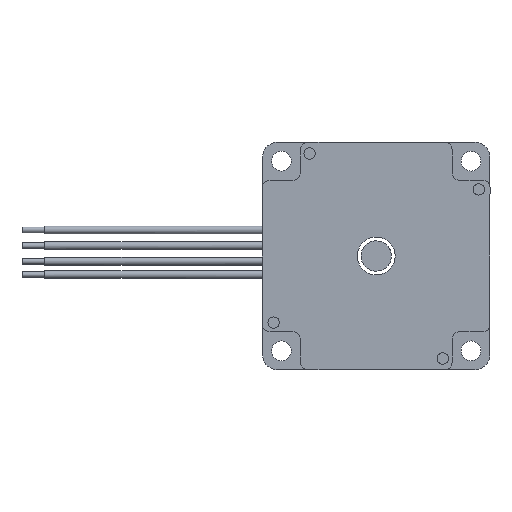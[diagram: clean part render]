
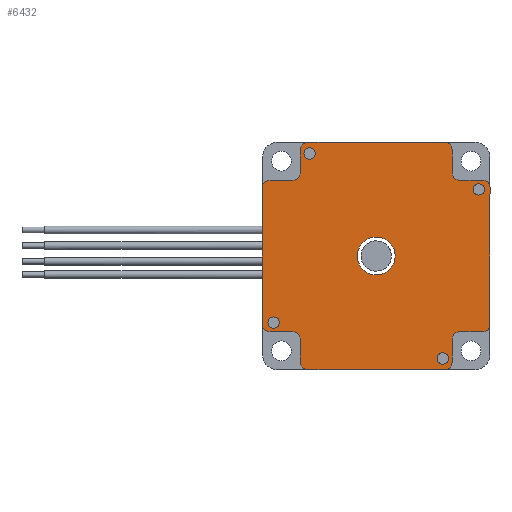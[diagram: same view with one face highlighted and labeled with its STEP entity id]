
A CAD part, left-side view. The second image highlights one B-rep face of the part: STEP entity #6432.
In plain terms, the highlighted face is planar.
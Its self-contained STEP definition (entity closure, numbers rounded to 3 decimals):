
#358=FACE_BOUND('',#969,.T.);
#359=FACE_BOUND('',#970,.T.);
#360=FACE_BOUND('',#971,.T.);
#361=FACE_BOUND('',#972,.T.);
#362=FACE_BOUND('',#973,.T.);
#573=FACE_OUTER_BOUND('',#968,.T.);
#968=EDGE_LOOP('',(#5149,#5150,#5151,#5152,#5153,#5154,#5155,#5156,#5157,
#5158,#5159,#5160,#5161,#5162,#5163,#5164,#5165,#5166,#5167,#5168,#5169,
#5170,#5171,#5172));
#969=EDGE_LOOP('',(#5173));
#970=EDGE_LOOP('',(#5174));
#971=EDGE_LOOP('',(#5175));
#972=EDGE_LOOP('',(#5176));
#973=EDGE_LOOP('',(#5177));
#1564=LINE('',#10016,#2204);
#1569=LINE('',#10030,#2209);
#1575=LINE('',#10042,#2215);
#1578=LINE('',#10050,#2218);
#1599=LINE('',#10114,#2239);
#1600=LINE('',#10118,#2240);
#1601=LINE('',#10123,#2241);
#1602=LINE('',#10127,#2242);
#1603=LINE('',#10132,#2243);
#1604=LINE('',#10136,#2244);
#1605=LINE('',#10141,#2245);
#1606=LINE('',#10145,#2246);
#2204=VECTOR('',#8086,36.);
#2209=VECTOR('',#8095,36.);
#2215=VECTOR('',#8103,36.);
#2218=VECTOR('',#8108,36.);
#2239=VECTOR('',#8159,6.);
#2240=VECTOR('',#8162,6.);
#2241=VECTOR('',#8167,6.);
#2242=VECTOR('',#8170,6.);
#2243=VECTOR('',#8175,6.);
#2244=VECTOR('',#8178,6.);
#2245=VECTOR('',#8183,6.);
#2246=VECTOR('',#8186,6.);
#2561=CIRCLE('',#6846,1.5);
#2563=CIRCLE('',#6849,1.5);
#2565=CIRCLE('',#6852,1.5);
#2567=CIRCLE('',#6855,1.5);
#2575=CIRCLE('',#6868,5.);
#2592=CIRCLE('',#6894,2.);
#2593=CIRCLE('',#6895,2.);
#2594=CIRCLE('',#6896,2.);
#2595=CIRCLE('',#6897,2.);
#2596=CIRCLE('',#6898,2.);
#2597=CIRCLE('',#6899,2.);
#2598=CIRCLE('',#6900,2.);
#2599=CIRCLE('',#6901,2.);
#2600=CIRCLE('',#6902,2.);
#2601=CIRCLE('',#6903,2.);
#2602=CIRCLE('',#6904,2.);
#2603=CIRCLE('',#6905,2.);
#3010=VERTEX_POINT('',#9937);
#3012=VERTEX_POINT('',#9942);
#3014=VERTEX_POINT('',#9947);
#3016=VERTEX_POINT('',#9952);
#3024=VERTEX_POINT('',#9973);
#3040=VERTEX_POINT('',#10009);
#3043=VERTEX_POINT('',#10014);
#3049=VERTEX_POINT('',#10027);
#3050=VERTEX_POINT('',#10029);
#3052=VERTEX_POINT('',#10035);
#3055=VERTEX_POINT('',#10040);
#3058=VERTEX_POINT('',#10047);
#3059=VERTEX_POINT('',#10049);
#3086=VERTEX_POINT('',#10111);
#3087=VERTEX_POINT('',#10113);
#3088=VERTEX_POINT('',#10115);
#3089=VERTEX_POINT('',#10117);
#3090=VERTEX_POINT('',#10120);
#3091=VERTEX_POINT('',#10122);
#3092=VERTEX_POINT('',#10124);
#3093=VERTEX_POINT('',#10126);
#3094=VERTEX_POINT('',#10129);
#3095=VERTEX_POINT('',#10131);
#3096=VERTEX_POINT('',#10133);
#3097=VERTEX_POINT('',#10135);
#3098=VERTEX_POINT('',#10138);
#3099=VERTEX_POINT('',#10140);
#3100=VERTEX_POINT('',#10142);
#3101=VERTEX_POINT('',#10144);
#3751=EDGE_CURVE('',#3010,#3010,#2561,.T.);
#3753=EDGE_CURVE('',#3012,#3012,#2563,.T.);
#3755=EDGE_CURVE('',#3014,#3014,#2565,.T.);
#3757=EDGE_CURVE('',#3016,#3016,#2567,.T.);
#3765=EDGE_CURVE('',#3024,#3024,#2575,.T.);
#3784=EDGE_CURVE('',#3043,#3040,#1564,.T.);
#3790=EDGE_CURVE('',#3049,#3050,#1569,.T.);
#3796=EDGE_CURVE('',#3055,#3052,#1575,.T.);
#3799=EDGE_CURVE('',#3058,#3059,#1578,.T.);
#3832=EDGE_CURVE('',#3086,#3058,#2592,.T.);
#3833=EDGE_CURVE('',#3087,#3086,#1599,.T.);
#3834=EDGE_CURVE('',#3088,#3087,#2593,.T.);
#3835=EDGE_CURVE('',#3089,#3088,#1600,.T.);
#3836=EDGE_CURVE('',#3040,#3089,#2594,.T.);
#3837=EDGE_CURVE('',#3090,#3043,#2595,.T.);
#3838=EDGE_CURVE('',#3091,#3090,#1601,.T.);
#3839=EDGE_CURVE('',#3092,#3091,#2596,.T.);
#3840=EDGE_CURVE('',#3093,#3092,#1602,.T.);
#3841=EDGE_CURVE('',#3050,#3093,#2597,.T.);
#3842=EDGE_CURVE('',#3094,#3049,#2598,.T.);
#3843=EDGE_CURVE('',#3095,#3094,#1603,.T.);
#3844=EDGE_CURVE('',#3096,#3095,#2599,.T.);
#3845=EDGE_CURVE('',#3097,#3096,#1604,.T.);
#3846=EDGE_CURVE('',#3052,#3097,#2600,.T.);
#3847=EDGE_CURVE('',#3098,#3055,#2601,.T.);
#3848=EDGE_CURVE('',#3099,#3098,#1605,.T.);
#3849=EDGE_CURVE('',#3100,#3099,#2602,.T.);
#3850=EDGE_CURVE('',#3101,#3100,#1606,.T.);
#3851=EDGE_CURVE('',#3059,#3101,#2603,.T.);
#5149=ORIENTED_EDGE('',*,*,#3832,.F.);
#5150=ORIENTED_EDGE('',*,*,#3833,.F.);
#5151=ORIENTED_EDGE('',*,*,#3834,.F.);
#5152=ORIENTED_EDGE('',*,*,#3835,.F.);
#5153=ORIENTED_EDGE('',*,*,#3836,.F.);
#5154=ORIENTED_EDGE('',*,*,#3784,.F.);
#5155=ORIENTED_EDGE('',*,*,#3837,.F.);
#5156=ORIENTED_EDGE('',*,*,#3838,.F.);
#5157=ORIENTED_EDGE('',*,*,#3839,.F.);
#5158=ORIENTED_EDGE('',*,*,#3840,.F.);
#5159=ORIENTED_EDGE('',*,*,#3841,.F.);
#5160=ORIENTED_EDGE('',*,*,#3790,.F.);
#5161=ORIENTED_EDGE('',*,*,#3842,.F.);
#5162=ORIENTED_EDGE('',*,*,#3843,.F.);
#5163=ORIENTED_EDGE('',*,*,#3844,.F.);
#5164=ORIENTED_EDGE('',*,*,#3845,.F.);
#5165=ORIENTED_EDGE('',*,*,#3846,.F.);
#5166=ORIENTED_EDGE('',*,*,#3796,.F.);
#5167=ORIENTED_EDGE('',*,*,#3847,.F.);
#5168=ORIENTED_EDGE('',*,*,#3848,.F.);
#5169=ORIENTED_EDGE('',*,*,#3849,.F.);
#5170=ORIENTED_EDGE('',*,*,#3850,.F.);
#5171=ORIENTED_EDGE('',*,*,#3851,.F.);
#5172=ORIENTED_EDGE('',*,*,#3799,.F.);
#5173=ORIENTED_EDGE('',*,*,#3765,.F.);
#5174=ORIENTED_EDGE('',*,*,#3751,.F.);
#5175=ORIENTED_EDGE('',*,*,#3753,.F.);
#5176=ORIENTED_EDGE('',*,*,#3755,.F.);
#5177=ORIENTED_EDGE('',*,*,#3757,.F.);
#6164=PLANE('',#6893);
#6432=ADVANCED_FACE('',(#573,#358,#359,#360,#361,#362),#6164,.T.);
#6846=AXIS2_PLACEMENT_3D('',#9938,#8011,#8012);
#6849=AXIS2_PLACEMENT_3D('',#9943,#8017,#8018);
#6852=AXIS2_PLACEMENT_3D('',#9948,#8023,#8024);
#6855=AXIS2_PLACEMENT_3D('',#9953,#8029,#8030);
#6868=AXIS2_PLACEMENT_3D('',#9974,#8055,#8056);
#6893=AXIS2_PLACEMENT_3D('',#10110,#8155,#8156);
#6894=AXIS2_PLACEMENT_3D('',#10112,#8157,#8158);
#6895=AXIS2_PLACEMENT_3D('',#10116,#8160,#8161);
#6896=AXIS2_PLACEMENT_3D('',#10119,#8163,#8164);
#6897=AXIS2_PLACEMENT_3D('',#10121,#8165,#8166);
#6898=AXIS2_PLACEMENT_3D('',#10125,#8168,#8169);
#6899=AXIS2_PLACEMENT_3D('',#10128,#8171,#8172);
#6900=AXIS2_PLACEMENT_3D('',#10130,#8173,#8174);
#6901=AXIS2_PLACEMENT_3D('',#10134,#8176,#8177);
#6902=AXIS2_PLACEMENT_3D('',#10137,#8179,#8180);
#6903=AXIS2_PLACEMENT_3D('',#10139,#8181,#8182);
#6904=AXIS2_PLACEMENT_3D('',#10143,#8184,#8185);
#6905=AXIS2_PLACEMENT_3D('',#10146,#8187,#8188);
#8011=DIRECTION('center_axis',(0.,-1.,0.));
#8012=DIRECTION('ref_axis',(0.,0.,-1.));
#8017=DIRECTION('center_axis',(0.,-1.,0.));
#8018=DIRECTION('ref_axis',(0.,0.,-1.));
#8023=DIRECTION('center_axis',(0.,-1.,0.));
#8024=DIRECTION('ref_axis',(0.,0.,-1.));
#8029=DIRECTION('center_axis',(0.,-1.,0.));
#8030=DIRECTION('ref_axis',(0.,0.,-1.));
#8055=DIRECTION('center_axis',(0.,-1.,0.));
#8056=DIRECTION('ref_axis',(0.,0.,-1.));
#8086=DIRECTION('',(0.,0.,-1.));
#8095=DIRECTION('',(1.,0.,0.));
#8103=DIRECTION('',(0.,0.,1.));
#8108=DIRECTION('',(-1.,0.,0.));
#8155=DIRECTION('center_axis',(0.,-1.,0.));
#8156=DIRECTION('ref_axis',(0.,0.,-1.));
#8157=DIRECTION('center_axis',(0.,1.,0.));
#8158=DIRECTION('ref_axis',(1.,0.,0.));
#8159=DIRECTION('',(0.,0.,-1.));
#8160=DIRECTION('center_axis',(0.,-1.,0.));
#8161=DIRECTION('ref_axis',(1.,0.,0.));
#8162=DIRECTION('',(-1.,0.,0.));
#8163=DIRECTION('center_axis',(0.,1.,0.));
#8164=DIRECTION('ref_axis',(1.,0.,0.));
#8165=DIRECTION('center_axis',(0.,1.,0.));
#8166=DIRECTION('ref_axis',(0.,0.,1.));
#8167=DIRECTION('',(1.,0.,0.));
#8168=DIRECTION('center_axis',(0.,-1.,0.));
#8169=DIRECTION('ref_axis',(0.,0.,1.));
#8170=DIRECTION('',(0.,0.,-1.));
#8171=DIRECTION('center_axis',(0.,1.,0.));
#8172=DIRECTION('ref_axis',(0.,0.,1.));
#8173=DIRECTION('center_axis',(0.,1.,0.));
#8174=DIRECTION('ref_axis',(-1.,0.,0.));
#8175=DIRECTION('',(0.,0.,1.));
#8176=DIRECTION('center_axis',(0.,-1.,0.));
#8177=DIRECTION('ref_axis',(-1.,0.,0.));
#8178=DIRECTION('',(1.,0.,0.));
#8179=DIRECTION('center_axis',(0.,1.,0.));
#8180=DIRECTION('ref_axis',(-1.,0.,0.));
#8181=DIRECTION('center_axis',(0.,1.,0.));
#8182=DIRECTION('ref_axis',(0.,0.,-1.));
#8183=DIRECTION('',(-1.,0.,0.));
#8184=DIRECTION('center_axis',(0.,-1.,0.));
#8185=DIRECTION('ref_axis',(0.,0.,-1.));
#8186=DIRECTION('',(0.,0.,1.));
#8187=DIRECTION('center_axis',(0.,1.,0.));
#8188=DIRECTION('ref_axis',(0.,0.,-1.));
#9937=CARTESIAN_POINT('',(-27.047,0.,-16.065));
#9938=CARTESIAN_POINT('Origin',(-27.047,0.,-17.565));
#9942=CARTESIAN_POINT('',(-17.565,0.,28.547));
#9943=CARTESIAN_POINT('Origin',(-17.565,0.,27.047));
#9947=CARTESIAN_POINT('',(27.047,0.,19.065));
#9948=CARTESIAN_POINT('Origin',(27.047,0.,17.565));
#9952=CARTESIAN_POINT('',(17.565,0.,-25.547));
#9953=CARTESIAN_POINT('Origin',(17.565,0.,-27.047));
#9973=CARTESIAN_POINT('',(0.,0.,5.));
#9974=CARTESIAN_POINT('Origin',(0.,0.,0.));
#10009=CARTESIAN_POINT('',(30.,0.,-18.));
#10014=CARTESIAN_POINT('',(30.,0.,18.));
#10016=CARTESIAN_POINT('',(30.,0.,-26.));
#10027=CARTESIAN_POINT('',(-18.,0.,30.));
#10029=CARTESIAN_POINT('',(18.,0.,30.));
#10030=CARTESIAN_POINT('',(-26.,0.,30.));
#10035=CARTESIAN_POINT('',(-30.,0.,18.));
#10040=CARTESIAN_POINT('',(-30.,0.,-18.));
#10042=CARTESIAN_POINT('',(-30.,0.,-26.));
#10047=CARTESIAN_POINT('',(18.,0.,-30.));
#10049=CARTESIAN_POINT('',(-18.,0.,-30.));
#10050=CARTESIAN_POINT('',(-26.,0.,-30.));
#10110=CARTESIAN_POINT('Origin',(-26.,0.,26.));
#10111=CARTESIAN_POINT('',(20.,0.,-28.));
#10112=CARTESIAN_POINT('Origin',(18.,0.,-28.));
#10113=CARTESIAN_POINT('',(20.,0.,-22.));
#10114=CARTESIAN_POINT('',(20.,0.,-26.));
#10115=CARTESIAN_POINT('',(22.,0.,-20.));
#10116=CARTESIAN_POINT('Origin',(22.,0.,-22.));
#10117=CARTESIAN_POINT('',(28.,0.,-20.));
#10118=CARTESIAN_POINT('',(-26.,0.,-20.));
#10119=CARTESIAN_POINT('Origin',(28.,0.,-18.));
#10120=CARTESIAN_POINT('',(28.,0.,20.));
#10121=CARTESIAN_POINT('Origin',(28.,0.,18.));
#10122=CARTESIAN_POINT('',(22.,0.,20.));
#10123=CARTESIAN_POINT('',(26.,0.,20.));
#10124=CARTESIAN_POINT('',(20.,0.,22.));
#10125=CARTESIAN_POINT('Origin',(22.,0.,22.));
#10126=CARTESIAN_POINT('',(20.,0.,28.));
#10127=CARTESIAN_POINT('',(20.,0.,-26.));
#10128=CARTESIAN_POINT('Origin',(18.,0.,28.));
#10129=CARTESIAN_POINT('',(-20.,0.,28.));
#10130=CARTESIAN_POINT('Origin',(-18.,0.,28.));
#10131=CARTESIAN_POINT('',(-20.,0.,22.));
#10132=CARTESIAN_POINT('',(-20.,0.,26.));
#10133=CARTESIAN_POINT('',(-22.,0.,20.));
#10134=CARTESIAN_POINT('Origin',(-22.,0.,22.));
#10135=CARTESIAN_POINT('',(-28.,0.,20.));
#10136=CARTESIAN_POINT('',(26.,0.,20.));
#10137=CARTESIAN_POINT('Origin',(-28.,0.,18.));
#10138=CARTESIAN_POINT('',(-28.,0.,-20.));
#10139=CARTESIAN_POINT('Origin',(-28.,0.,-18.));
#10140=CARTESIAN_POINT('',(-22.,0.,-20.));
#10141=CARTESIAN_POINT('',(-26.,0.,-20.));
#10142=CARTESIAN_POINT('',(-20.,0.,-22.));
#10143=CARTESIAN_POINT('Origin',(-22.,0.,-22.));
#10144=CARTESIAN_POINT('',(-20.,0.,-28.));
#10145=CARTESIAN_POINT('',(-20.,0.,26.));
#10146=CARTESIAN_POINT('Origin',(-18.,0.,-28.));
